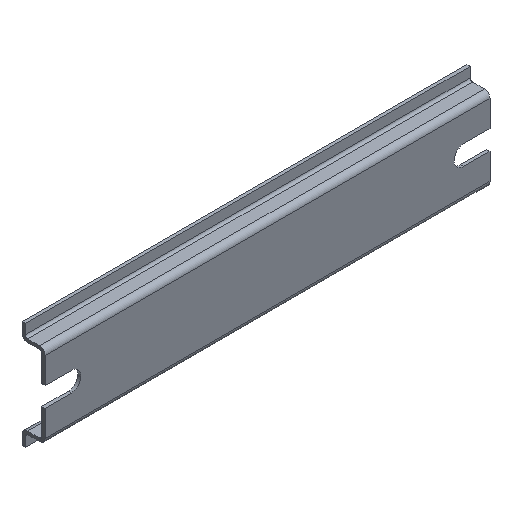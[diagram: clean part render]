
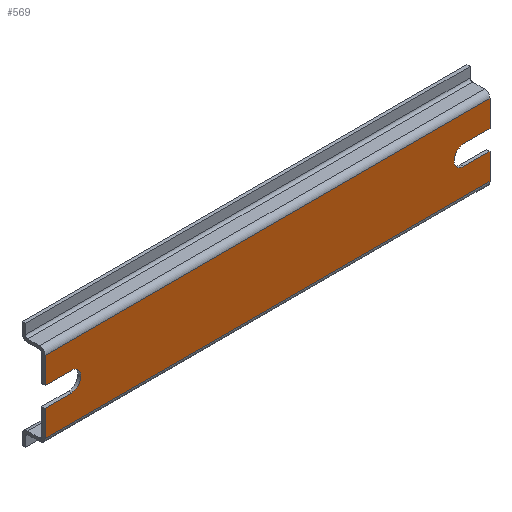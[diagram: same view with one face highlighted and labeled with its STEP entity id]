
A CAD part, isometric view. The second image highlights one B-rep face of the part: STEP entity #569.
In plain terms, the highlighted planar face has unit normal (0, -1, 0).
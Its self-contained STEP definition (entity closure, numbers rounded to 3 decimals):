
#16=CIRCLE('',#597,3.2);
#18=CIRCLE('',#600,3.2);
#53=FACE_OUTER_BOUND('',#83,.T.);
#83=EDGE_LOOP('',(#421,#422,#423,#424,#425,#426,#427,#428,#429,#430,#431,
#432));
#107=LINE('',#817,#171);
#111=LINE('',#826,#175);
#116=LINE('',#844,#180);
#120=LINE('',#851,#184);
#127=LINE('',#873,#191);
#128=LINE('',#876,#192);
#135=LINE('',#898,#199);
#136=LINE('',#899,#200);
#137=LINE('',#901,#201);
#138=LINE('',#902,#202);
#171=VECTOR('',#649,8.5);
#175=VECTOR('',#655,8.5);
#180=VECTOR('',#674,8.5);
#184=VECTOR('',#680,8.5);
#191=VECTOR('',#697,8.5);
#192=VECTOR('',#700,8.5);
#199=VECTOR('',#717,145.);
#200=VECTOR('',#718,8.5);
#201=VECTOR('',#719,8.5);
#202=VECTOR('',#720,145.);
#235=VERTEX_POINT('',#814);
#236=VERTEX_POINT('',#816);
#239=VERTEX_POINT('',#823);
#240=VERTEX_POINT('',#825);
#243=VERTEX_POINT('',#835);
#244=VERTEX_POINT('',#837);
#246=VERTEX_POINT('',#843);
#248=VERTEX_POINT('',#849);
#258=VERTEX_POINT('',#871);
#259=VERTEX_POINT('',#875);
#269=VERTEX_POINT('',#897);
#270=VERTEX_POINT('',#900);
#291=EDGE_CURVE('',#236,#235,#107,.T.);
#295=EDGE_CURVE('',#240,#239,#111,.T.);
#298=EDGE_CURVE('',#235,#240,#16,.T.);
#301=EDGE_CURVE('',#244,#243,#18,.T.);
#304=EDGE_CURVE('',#246,#244,#116,.T.);
#308=EDGE_CURVE('',#243,#248,#120,.T.);
#319=EDGE_CURVE('',#239,#258,#127,.T.);
#320=EDGE_CURVE('',#259,#236,#128,.T.);
#331=EDGE_CURVE('',#269,#258,#135,.T.);
#332=EDGE_CURVE('',#269,#246,#136,.T.);
#333=EDGE_CURVE('',#248,#270,#137,.T.);
#334=EDGE_CURVE('',#270,#259,#138,.T.);
#421=ORIENTED_EDGE('',*,*,#291,.T.);
#422=ORIENTED_EDGE('',*,*,#298,.T.);
#423=ORIENTED_EDGE('',*,*,#295,.T.);
#424=ORIENTED_EDGE('',*,*,#319,.T.);
#425=ORIENTED_EDGE('',*,*,#331,.F.);
#426=ORIENTED_EDGE('',*,*,#332,.T.);
#427=ORIENTED_EDGE('',*,*,#304,.T.);
#428=ORIENTED_EDGE('',*,*,#301,.T.);
#429=ORIENTED_EDGE('',*,*,#308,.T.);
#430=ORIENTED_EDGE('',*,*,#333,.T.);
#431=ORIENTED_EDGE('',*,*,#334,.T.);
#432=ORIENTED_EDGE('',*,*,#320,.T.);
#547=PLANE('',#613);
#569=ADVANCED_FACE('',(#53),#547,.T.);
#597=AXIS2_PLACEMENT_3D('',#830,#661,#662);
#600=AXIS2_PLACEMENT_3D('',#838,#668,#669);
#613=AXIS2_PLACEMENT_3D('',#896,#715,#716);
#649=DIRECTION('',(-1.,0.,0.));
#655=DIRECTION('',(1.,0.,0.));
#661=DIRECTION('center_axis',(0.,1.,0.));
#662=DIRECTION('ref_axis',(0.,0.,-1.));
#668=DIRECTION('center_axis',(0.,1.,0.));
#669=DIRECTION('ref_axis',(0.,0.,1.));
#674=DIRECTION('',(1.,0.,0.));
#680=DIRECTION('',(-1.,0.,0.));
#697=DIRECTION('',(0.,0.,1.));
#700=DIRECTION('',(0.,0.,1.));
#715=DIRECTION('center_axis',(0.,-1.,0.));
#716=DIRECTION('ref_axis',(0.,0.,-1.));
#717=DIRECTION('',(1.,0.,0.));
#718=DIRECTION('',(0.,0.,-1.));
#719=DIRECTION('',(0.,0.,-1.));
#720=DIRECTION('',(1.,0.,0.));
#814=CARTESIAN_POINT('',(220.553,1.544,37.1));
#816=CARTESIAN_POINT('',(229.053,1.544,37.1));
#817=CARTESIAN_POINT('',(124.803,1.544,37.1));
#823=CARTESIAN_POINT('',(229.053,1.544,43.5));
#825=CARTESIAN_POINT('',(220.553,1.544,43.5));
#826=CARTESIAN_POINT('',(129.053,1.544,43.5));
#830=CARTESIAN_POINT('Origin',(220.553,1.544,40.3));
#835=CARTESIAN_POINT('',(92.553,1.544,37.1));
#837=CARTESIAN_POINT('',(92.553,1.544,43.5));
#838=CARTESIAN_POINT('Origin',(92.553,1.544,40.3));
#843=CARTESIAN_POINT('',(84.053,1.544,43.5));
#844=CARTESIAN_POINT('',(60.803,1.544,43.5));
#849=CARTESIAN_POINT('',(84.053,1.544,37.1));
#851=CARTESIAN_POINT('',(56.553,1.544,37.1));
#871=CARTESIAN_POINT('',(229.053,1.544,52.));
#873=CARTESIAN_POINT('',(229.053,1.544,40.3));
#875=CARTESIAN_POINT('',(229.053,1.544,28.6));
#876=CARTESIAN_POINT('',(229.053,1.544,40.3));
#896=CARTESIAN_POINT('Origin',(29.053,1.544,28.6));
#897=CARTESIAN_POINT('',(84.053,1.544,52.));
#898=CARTESIAN_POINT('',(29.053,1.544,52.));
#899=CARTESIAN_POINT('',(84.053,1.544,34.45));
#900=CARTESIAN_POINT('',(84.053,1.544,28.6));
#901=CARTESIAN_POINT('',(84.053,1.544,34.45));
#902=CARTESIAN_POINT('',(29.053,1.544,28.6));
